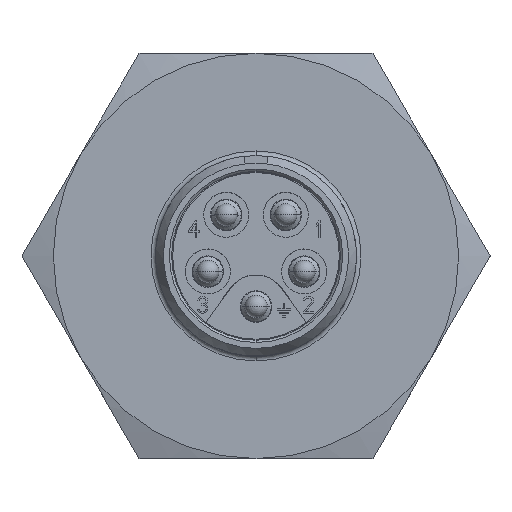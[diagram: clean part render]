
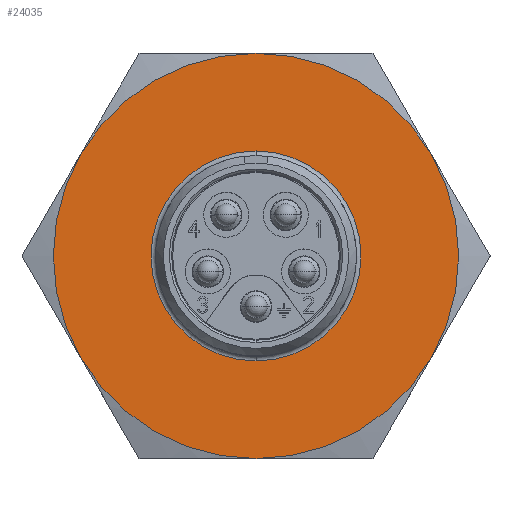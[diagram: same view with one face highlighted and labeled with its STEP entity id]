
A CAD part, top view. The second image highlights one B-rep face of the part: STEP entity #24035.
In plain terms, the highlighted planar face has unit normal (0, 0, 1).
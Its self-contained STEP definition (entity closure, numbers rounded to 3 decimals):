
#5761=CARTESIAN_POINT('',(0.,10.288,16.));
#5762=DIRECTION('',(0.,0.,1.));
#5763=DIRECTION('',(0.,1.,0.));
#5764=AXIS2_PLACEMENT_3D('',#5761,#5762,#5763);
#5766=CARTESIAN_POINT('',(0.,10.288,16.));
#5767=DIRECTION('',(0.,0.,1.));
#5768=DIRECTION('',(0.866,0.5,0.));
#5769=AXIS2_PLACEMENT_3D('',#5766,#5767,#5768);
#5771=CARTESIAN_POINT('',(0.,10.288,16.));
#5772=DIRECTION('',(0.,0.,1.));
#5773=DIRECTION('',(0.,-1.,0.));
#5774=AXIS2_PLACEMENT_3D('',#5771,#5772,#5773);
#5776=CARTESIAN_POINT('',(0.,10.288,16.));
#5777=DIRECTION('',(0.,0.,1.));
#5778=DIRECTION('',(-0.866,-0.5,0.));
#5779=AXIS2_PLACEMENT_3D('',#5776,#5777,#5778);
#5781=CARTESIAN_POINT('',(0.,10.288,16.));
#5782=DIRECTION('',(0.,0.,1.));
#5783=DIRECTION('',(-0.866,0.5,0.));
#5784=AXIS2_PLACEMENT_3D('',#5781,#5782,#5783);
#5786=CARTESIAN_POINT('',(0.,10.288,16.));
#5787=DIRECTION('',(0.,0.,1.));
#5788=DIRECTION('',(0.866,-0.5,0.));
#5789=AXIS2_PLACEMENT_3D('',#5786,#5787,#5788);
#5791=CARTESIAN_POINT('',(0.,10.288,16.));
#5792=DIRECTION('',(0.,0.,1.));
#5793=DIRECTION('',(0.,1.,0.));
#5794=AXIS2_PLACEMENT_3D('',#5791,#5792,#5793);
#5806=CARTESIAN_POINT('',(0.,10.288,16.));
#5807=DIRECTION('',(0.,0.,1.));
#5808=DIRECTION('',(0.,-1.,0.));
#5809=AXIS2_PLACEMENT_3D('',#5806,#5807,#5808);
#13418=CARTESIAN_POINT('',(0.,19.613,16.));
#13419=CARTESIAN_POINT('',(0.,0.963,16.));
#13420=VERTEX_POINT('',#13418);
#13421=VERTEX_POINT('',#13419);
#14278=CARTESIAN_POINT('',(-15.588,1.288,16.));
#14279=CARTESIAN_POINT('',(0.,-7.712,16.));
#14280=VERTEX_POINT('',#14278);
#14281=VERTEX_POINT('',#14279);
#14282=CARTESIAN_POINT('',(15.588,1.288,16.));
#14283=VERTEX_POINT('',#14282);
#14284=CARTESIAN_POINT('',(15.588,19.288,16.));
#14285=CARTESIAN_POINT('',(0.,28.288,16.));
#14286=VERTEX_POINT('',#14284);
#14287=VERTEX_POINT('',#14285);
#14288=CARTESIAN_POINT('',(-15.588,19.288,16.));
#14289=VERTEX_POINT('',#14288);
#24011=CARTESIAN_POINT('',(0.,10.288,16.));
#24012=DIRECTION('',(0.,0.,1.));
#24013=DIRECTION('',(0.,-1.,0.));
#24014=AXIS2_PLACEMENT_3D('',#24011,#24012,#24013);
#24015=PLANE('260',#24014);
#24017=ORIENTED_EDGE('1781',*,*,#24016,.F.);
#24019=ORIENTED_EDGE('1748',*,*,#24018,.F.);
#24021=ORIENTED_EDGE('1747',*,*,#24020,.F.);
#24023=ORIENTED_EDGE('1780',*,*,#24022,.F.);
#24025=ORIENTED_EDGE('1746',*,*,#24024,.F.);
#24026=ORIENTED_EDGE('1745',*,*,#23997,.F.);
#24027=EDGE_LOOP('260',(#24017,#24019,#24021,#24023,#24025,#24026));
#24028=FACE_OUTER_BOUND('260',#24027,.F.);
#24030=ORIENTED_EDGE('1087',*,*,#24029,.T.);
#24032=ORIENTED_EDGE('1088',*,*,#24031,.T.);
#24033=EDGE_LOOP('260',(#24030,#24032));
#24034=FACE_BOUND('260',#24033,.F.);
#5765=CIRCLE('1748',#5764,18.);
#5770=CIRCLE('1747',#5769,18.);
#5775=CIRCLE('1746',#5774,18.);
#5780=CIRCLE('1745',#5779,18.);
#5785=CIRCLE('1781',#5784,18.);
#5790=CIRCLE('1780',#5789,18.);
#5795=CIRCLE('1087',#5794,9.325);
#5810=CIRCLE('1088',#5809,9.325);
#23997=EDGE_CURVE('1745',#14280,#14281,#5780,.T.);
#24016=EDGE_CURVE('1781',#14289,#14280,#5785,.T.);
#24018=EDGE_CURVE('1748',#14287,#14289,#5765,.T.);
#24020=EDGE_CURVE('1747',#14286,#14287,#5770,.T.);
#24022=EDGE_CURVE('1780',#14283,#14286,#5790,.T.);
#24024=EDGE_CURVE('1746',#14281,#14283,#5775,.T.);
#24029=EDGE_CURVE('1087',#13420,#13421,#5795,.T.);
#24031=EDGE_CURVE('1088',#13421,#13420,#5810,.T.);
#24035=ADVANCED_FACE('260',(#24028,#24034),#24015,.T.);
